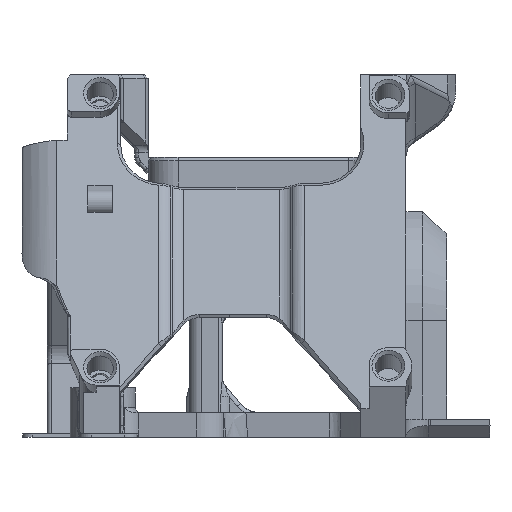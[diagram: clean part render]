
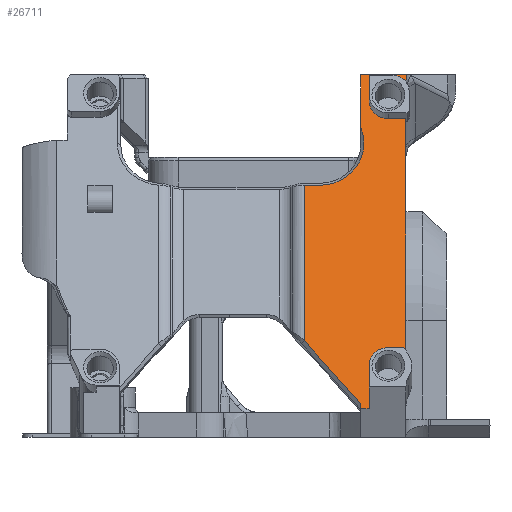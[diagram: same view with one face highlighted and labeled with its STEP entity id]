
A CAD part, left-side view. The second image highlights one B-rep face of the part: STEP entity #26711.
In plain terms, the highlighted planar face has unit normal (-0.94, 0, 0.342).
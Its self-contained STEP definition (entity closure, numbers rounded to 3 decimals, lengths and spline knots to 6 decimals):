
#979=LINE('',#46632,#2683);
#986=LINE('',#46729,#2690);
#987=LINE('',#46731,#2691);
#990=LINE('',#46739,#2694);
#992=LINE('',#46743,#2696);
#1165=LINE('',#49076,#2869);
#1166=LINE('',#49077,#2870);
#1218=LINE('',#49555,#2922);
#1306=LINE('',#50190,#3010);
#1318=LINE('',#50225,#3022);
#1319=LINE('',#50227,#3023);
#1320=LINE('',#50228,#3024);
#1321=LINE('',#50229,#3025);
#1322=LINE('',#50231,#3026);
#2683=VECTOR('',#32122,1.);
#2690=VECTOR('',#32141,1.);
#2691=VECTOR('',#32144,1.);
#2694=VECTOR('',#32153,1.);
#2696=VECTOR('',#32157,1.);
#2869=VECTOR('',#32850,1.);
#2870=VECTOR('',#32851,1.);
#2922=VECTOR('',#33107,1.);
#3010=VECTOR('',#33383,1.);
#3022=VECTOR('',#33409,1.);
#3023=VECTOR('',#33412,1.);
#3024=VECTOR('',#33413,1.);
#3025=VECTOR('',#33414,1.);
#3026=VECTOR('',#33415,1.);
#4430=PLANE('',#28817);
#5122=CIRCLE('',#28340,0.0005);
#5125=CIRCLE('',#28345,0.00235);
#5126=CIRCLE('',#28347,0.002);
#5127=CIRCLE('',#28351,0.00235);
#5140=CIRCLE('',#28388,0.002536);
#5321=CIRCLE('',#28812,0.0054);
#9635=ORIENTED_EDGE('',*,*,#15905,.F.);
#9636=ORIENTED_EDGE('',*,*,#15468,.F.);
#9637=ORIENTED_EDGE('',*,*,#15466,.T.);
#9638=ORIENTED_EDGE('',*,*,#15464,.T.);
#9639=ORIENTED_EDGE('',*,*,#15463,.T.);
#9640=ORIENTED_EDGE('',*,*,#15460,.T.);
#9641=ORIENTED_EDGE('',*,*,#15904,.T.);
#9642=ORIENTED_EDGE('',*,*,#15457,.F.);
#9643=ORIENTED_EDGE('',*,*,#16189,.F.);
#9644=ORIENTED_EDGE('',*,*,#16206,.T.);
#9645=ORIENTED_EDGE('',*,*,#16193,.T.);
#9646=ORIENTED_EDGE('',*,*,#16207,.F.);
#9647=ORIENTED_EDGE('',*,*,#16030,.F.);
#9648=ORIENTED_EDGE('',*,*,#16205,.F.);
#9649=ORIENTED_EDGE('',*,*,#16208,.F.);
#9650=ORIENTED_EDGE('',*,*,#16209,.T.);
#9651=ORIENTED_EDGE('',*,*,#15470,.T.);
#9652=ORIENTED_EDGE('',*,*,#15455,.T.);
#9653=ORIENTED_EDGE('',*,*,#15450,.F.);
#9654=ORIENTED_EDGE('',*,*,#15446,.T.);
#9655=ORIENTED_EDGE('',*,*,#15516,.F.);
#15446=EDGE_CURVE('',#19118,#19119,#5122,.T.);
#15450=EDGE_CURVE('',#19118,#19122,#979,.T.);
#15455=EDGE_CURVE('',#19124,#19122,#5125,.T.);
#15457=EDGE_CURVE('',#19126,#19127,#21261,.T.);
#15460=EDGE_CURVE('',#19129,#19128,#5126,.T.);
#15463=EDGE_CURVE('',#19130,#19129,#986,.T.);
#15464=EDGE_CURVE('',#19131,#19130,#987,.T.);
#15466=EDGE_CURVE('',#19132,#19131,#5127,.T.);
#15468=EDGE_CURVE('',#19132,#19133,#990,.T.);
#15470=EDGE_CURVE('',#19134,#19124,#992,.T.);
#15516=EDGE_CURVE('',#19165,#19119,#5140,.T.);
#15904=EDGE_CURVE('',#19128,#19127,#1165,.T.);
#15905=EDGE_CURVE('',#19133,#19165,#1166,.T.);
#16030=EDGE_CURVE('',#19117,#19465,#1218,.T.);
#16189=EDGE_CURVE('',#19560,#19126,#1306,.T.);
#16193=EDGE_CURVE('',#19565,#19564,#5321,.T.);
#16205=EDGE_CURVE('',#19573,#19117,#1318,.T.);
#16206=EDGE_CURVE('',#19560,#19565,#1319,.T.);
#16207=EDGE_CURVE('',#19465,#19564,#1320,.T.);
#16208=EDGE_CURVE('',#19574,#19573,#1321,.T.);
#16209=EDGE_CURVE('',#19574,#19134,#1322,.T.);
#19117=VERTEX_POINT('',#46606);
#19118=VERTEX_POINT('',#46624);
#19119=VERTEX_POINT('',#46625);
#19122=VERTEX_POINT('',#46633);
#19124=VERTEX_POINT('',#46639);
#19126=VERTEX_POINT('',#46710);
#19127=VERTEX_POINT('',#46715);
#19128=VERTEX_POINT('',#46722);
#19129=VERTEX_POINT('',#46724);
#19130=VERTEX_POINT('',#46728);
#19131=VERTEX_POINT('',#46732);
#19132=VERTEX_POINT('',#46736);
#19133=VERTEX_POINT('',#46740);
#19134=VERTEX_POINT('',#46744);
#19165=VERTEX_POINT('',#46837);
#19465=VERTEX_POINT('',#49556);
#19560=VERTEX_POINT('',#50188);
#19564=VERTEX_POINT('',#50197);
#19565=VERTEX_POINT('',#50199);
#19573=VERTEX_POINT('',#50224);
#19574=VERTEX_POINT('',#50230);
#21261=B_SPLINE_CURVE_WITH_KNOTS('',3,(#46711,#46712,#46713,#46714),
 .UNSPECIFIED.,.F.,.F.,(4,4),(-0.000025,0.000759),
 .UNSPECIFIED.);
#22750=EDGE_LOOP('',(#9635,#9636,#9637,#9638,#9639,#9640,#9641,#9642,#9643,
#9644,#9645,#9646,#9647,#9648,#9649,#9650,#9651,#9652,#9653,#9654,#9655));
#24488=FACE_BOUND('',#22750,.T.);
#26711=ADVANCED_FACE('',(#24488),#4430,.T.);
#28340=AXIS2_PLACEMENT_3D('',#46623,#32114,#32115);
#28345=AXIS2_PLACEMENT_3D('',#46642,#32130,#32131);
#28347=AXIS2_PLACEMENT_3D('',#46723,#32135,#32136);
#28351=AXIS2_PLACEMENT_3D('',#46735,#32148,#32149);
#28388=AXIS2_PLACEMENT_3D('',#46838,#32254,#32255);
#28812=AXIS2_PLACEMENT_3D('',#50198,#33390,#33391);
#28817=AXIS2_PLACEMENT_3D('',#50226,#33410,#33411);
#32114=DIRECTION('',(0.94,0.,-0.342));
#32115=DIRECTION('',(0.342,0.,0.94));
#32122=DIRECTION('',(0.,1.,0.));
#32130=DIRECTION('',(0.94,0.,-0.342));
#32131=DIRECTION('',(0.342,0.,0.94));
#32135=DIRECTION('',(0.94,0.,-0.342));
#32136=DIRECTION('',(0.342,0.,0.94));
#32141=DIRECTION('',(0.,-1.,0.));
#32144=DIRECTION('',(0.342,0.,0.94));
#32148=DIRECTION('',(0.94,0.,-0.342));
#32149=DIRECTION('',(0.342,0.,0.94));
#32153=DIRECTION('',(0.,-1.,0.));
#32157=DIRECTION('',(0.342,0.,0.94));
#32254=DIRECTION('',(0.94,0.,-0.342));
#32255=DIRECTION('',(0.342,0.,0.94));
#32850=DIRECTION('',(0.342,0.,0.94));
#32851=DIRECTION('',(-0.342,0.,-0.94));
#33107=DIRECTION('',(0.342,0.,0.94));
#33383=DIRECTION('',(0.,-1.,0.));
#33390=DIRECTION('',(0.94,0.,-0.342));
#33391=DIRECTION('',(0.342,0.,0.94));
#33409=DIRECTION('',(0.262,0.643,0.72));
#33410=DIRECTION('',(-0.94,0.,0.342));
#33411=DIRECTION('',(-0.342,0.,-0.94));
#33412=DIRECTION('',(-0.342,0.,-0.94));
#33413=DIRECTION('',(0.,-1.,0.));
#33414=DIRECTION('',(0.342,0.,0.94));
#33415=DIRECTION('',(0.,-1.,0.));
#46606=CARTESIAN_POINT('',(-0.141708,0.018828,0.011704));
#46623=CARTESIAN_POINT('',(-0.14243,0.007,0.009722));
#46624=CARTESIAN_POINT('',(-0.142259,0.007,0.010192));
#46625=CARTESIAN_POINT('',(-0.142361,0.006543,0.009912));
#46632=CARTESIAN_POINT('',(-0.142259,0.006125,0.010192));
#46633=CARTESIAN_POINT('',(-0.142259,0.008625,0.010192));
#46639=CARTESIAN_POINT('',(-0.143062,0.010975,0.007983));
#46642=CARTESIAN_POINT('',(-0.143062,0.008625,0.007983));
#46710=CARTESIAN_POINT('',(-0.129953,0.006465,0.044));
#46711=CARTESIAN_POINT('',(-0.129953,0.006465,0.044));
#46712=CARTESIAN_POINT('',(-0.130043,0.006481,0.043755));
#46713=CARTESIAN_POINT('',(-0.130132,0.006499,0.04351));
#46714=CARTESIAN_POINT('',(-0.130221,0.0065,0.043264));
#46715=CARTESIAN_POINT('',(-0.130221,0.0065,0.043264));
#46722=CARTESIAN_POINT('',(-0.130522,0.0065,0.042438));
#46723=CARTESIAN_POINT('',(-0.130921,0.008125,0.041342));
#46724=CARTESIAN_POINT('',(-0.130237,0.008125,0.043222));
#46728=CARTESIAN_POINT('',(-0.130237,0.010975,0.043222));
#46729=CARTESIAN_POINT('',(-0.130237,0.006125,0.043222));
#46731=CARTESIAN_POINT('',(-0.12364,0.010975,0.061346));
#46732=CARTESIAN_POINT('',(-0.131092,0.010975,0.040873));
#46735=CARTESIAN_POINT('',(-0.131092,0.008625,0.040873));
#46736=CARTESIAN_POINT('',(-0.131895,0.008625,0.038664));
#46739=CARTESIAN_POINT('',(-0.131895,0.006125,0.038664));
#46740=CARTESIAN_POINT('',(-0.131895,0.0065,0.038664));
#46743=CARTESIAN_POINT('',(-0.12364,0.010975,0.061346));
#46744=CARTESIAN_POINT('',(-0.144704,0.010975,0.003473));
#46837=CARTESIAN_POINT('',(-0.142392,0.0065,0.009826));
#46838=CARTESIAN_POINT('',(-0.14201,0.004223,0.010875));
#49076=CARTESIAN_POINT('',(-0.143233,0.0065,0.007513));
#49077=CARTESIAN_POINT('',(-0.136618,0.0065,0.025688));
#49555=CARTESIAN_POINT('',(-0.14325,0.018828,0.007468));
#49556=CARTESIAN_POINT('',(-0.134836,0.018828,0.030585));
#50188=CARTESIAN_POINT('',(-0.129953,0.012,0.044));
#50190=CARTESIAN_POINT('',(-0.129953,0.004696,0.044));
#50197=CARTESIAN_POINT('',(-0.134836,0.017,0.030585));
#50198=CARTESIAN_POINT('',(-0.132989,0.017,0.035659));
#50199=CARTESIAN_POINT('',(-0.132292,0.012,0.037576));
#50224=CARTESIAN_POINT('',(-0.144491,0.012,0.004057));
#50225=CARTESIAN_POINT('',(-0.140731,0.021225,0.014388));
#50226=CARTESIAN_POINT('',(-0.143233,0.043625,0.007513));
#50227=CARTESIAN_POINT('',(-0.143233,0.012,0.007513));
#50228=CARTESIAN_POINT('',(-0.134836,0.027711,0.030585));
#50229=CARTESIAN_POINT('',(-0.139529,0.012,0.017691));
#50230=CARTESIAN_POINT('',(-0.144704,0.012,0.003473));
#50231=CARTESIAN_POINT('',(-0.144704,0.026125,0.003473));
